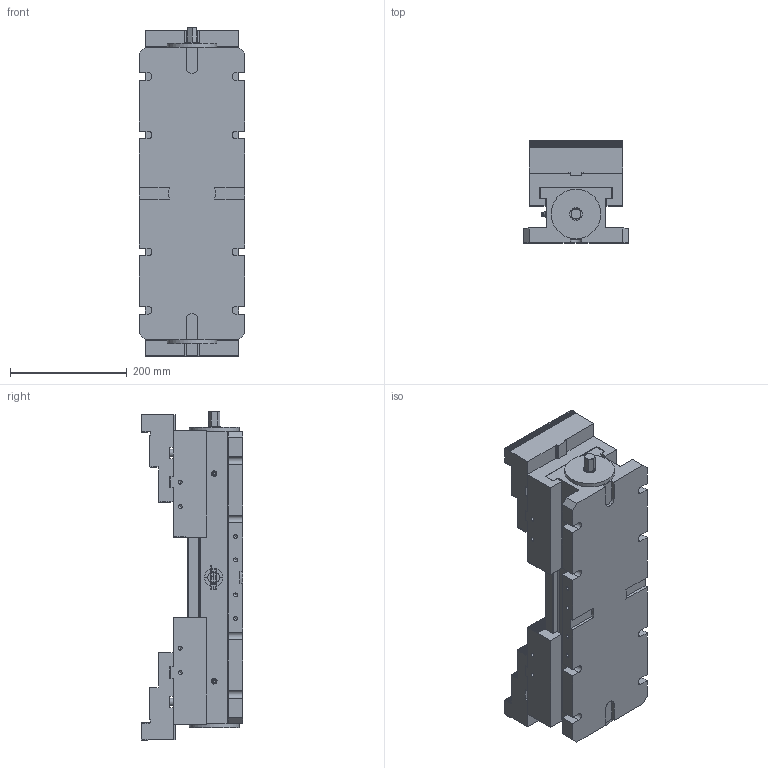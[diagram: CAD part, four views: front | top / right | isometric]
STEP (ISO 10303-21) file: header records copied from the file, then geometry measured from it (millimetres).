
FILE_DESCRIPTION((''),'2;1');
FILE_NAME('220-0500-200-Kunde.stp','2014-10-22T10:04:12',('Sigimeier'),(''),'Autodesk Inventor 2013','Autodesk Inventor 2013','');
FILE_SCHEMA(('AUTOMOTIVE_DESIGN { 1 0 10303 214 1 1 1 1 }'));
Length unit declared in the file: millimetre
Products named in the file (6): 220-0500-200-Kunde; 5402-0500-004-zsb-Kd; 5123-0160-001-zsb-Kunde; 5126-0160-002; DIN 912 - ersetzt durch DIN EN ISO 4762 M12 x 25; DIN 71412 A AM8 x 1 kegelig kurz
Assembly tree (15 placements, depth 2):
  220-0500-200-Kunde
    5402-0500-004-zsb-Kd
    5123-0160-001-zsb-Kunde  x2
    5126-0160-002  x2
    DIN 912 - ersetzt durch DIN EN ISO 4762 M12 x 25  x8
    DIN 71412 A AM8 x 1 kegelig kurz  x2
Bounding box: 180 x 174 x 563.2 mm (x, y, z)
Volume: 9532939.1 mm3; surface area: 767109.4 mm2
Topology: 15 solids, 15 shells, 992 faces, 2648 edges, 1727 vertices
Faces by surface type: plane 671, cylinder 220, cone 73, torus 20, sphere 8
Full cylindrical faces by diameter (mm): 4 x2, 6.647 x16, 8 x2, 10.106 x12, 12 x9, 13 x8, 18 x8, 20 x8, 21 x1, 85 x2
Entity records: 19210 total; most frequent: CARTESIAN_POINT 3315, DIRECTION 3148, ORIENTED_EDGE 3134, EDGE_CURVE 1567, VECTOR 1192, LINE 1192, VERTEX_POINT 1055, AXIS2_PLACEMENT_3D 978
